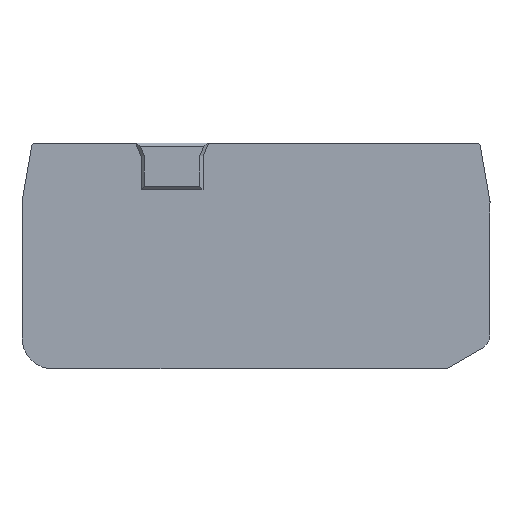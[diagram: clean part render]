
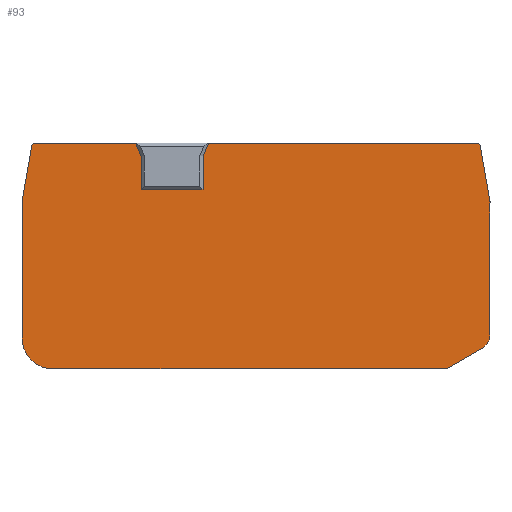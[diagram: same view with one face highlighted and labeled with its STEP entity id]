
A CAD part, front view. The second image highlights one B-rep face of the part: STEP entity #93.
In plain terms, the highlighted planar face has unit normal (0, -1, 0).
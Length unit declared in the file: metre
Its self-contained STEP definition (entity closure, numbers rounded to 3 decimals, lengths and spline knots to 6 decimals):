
#93 = ADVANCED_FACE( '', ( #161 ), #162, .T. );
#161 = FACE_OUTER_BOUND( '', #259, .T. );
#162 = PLANE( '', #260 );
#259 = EDGE_LOOP( '', ( #475, #476, #477, #478, #479, #480, #481, #482, #483, #484, #485, #486, #487, #488, #489, #490, #491, #492, #493, #494 ) );
#260 = AXIS2_PLACEMENT_3D( '', #495, #496, #497 );
#475 = ORIENTED_EDGE( '', *, *, #692, .T. );
#476 = ORIENTED_EDGE( '', *, *, #739, .T. );
#477 = ORIENTED_EDGE( '', *, *, #737, .T. );
#478 = ORIENTED_EDGE( '', *, *, #746, .T. );
#479 = ORIENTED_EDGE( '', *, *, #747, .T. );
#480 = ORIENTED_EDGE( '', *, *, #745, .T. );
#481 = ORIENTED_EDGE( '', *, *, #688, .T. );
#482 = ORIENTED_EDGE( '', *, *, #716, .T. );
#483 = ORIENTED_EDGE( '', *, *, #748, .T. );
#484 = ORIENTED_EDGE( '', *, *, #749, .T. );
#485 = ORIENTED_EDGE( '', *, *, #750, .T. );
#486 = ORIENTED_EDGE( '', *, *, #751, .T. );
#487 = ORIENTED_EDGE( '', *, *, #752, .T. );
#488 = ORIENTED_EDGE( '', *, *, #753, .T. );
#489 = ORIENTED_EDGE( '', *, *, #754, .T. );
#490 = ORIENTED_EDGE( '', *, *, #755, .T. );
#491 = ORIENTED_EDGE( '', *, *, #756, .T. );
#492 = ORIENTED_EDGE( '', *, *, #757, .T. );
#493 = ORIENTED_EDGE( '', *, *, #758, .T. );
#494 = ORIENTED_EDGE( '', *, *, #759, .T. );
#495 = CARTESIAN_POINT( '', ( 0.034354, -0.0022, 0.0187 ) );
#496 = DIRECTION( '', ( 0., -1., 0. ) );
#497 = DIRECTION( '', ( 0., 0., -1. ) );
#688 = EDGE_CURVE( '', #812, #810, #813, .T. );
#692 = EDGE_CURVE( '', #820, #818, #821, .T. );
#716 = EDGE_CURVE( '', #810, #863, #865, .T. );
#737 = EDGE_CURVE( '', #894, #896, #898, .T. );
#739 = EDGE_CURVE( '', #818, #894, #900, .T. );
#745 = EDGE_CURVE( '', #906, #812, #908, .T. );
#746 = EDGE_CURVE( '', #896, #909, #910, .T. );
#747 = EDGE_CURVE( '', #909, #906, #911, .T. );
#748 = EDGE_CURVE( '', #863, #912, #913, .T. );
#749 = EDGE_CURVE( '', #912, #914, #915, .T. );
#750 = EDGE_CURVE( '', #914, #916, #917, .T. );
#751 = EDGE_CURVE( '', #916, #918, #919, .T. );
#752 = EDGE_CURVE( '', #918, #920, #921, .T. );
#753 = EDGE_CURVE( '', #920, #922, #923, .T. );
#754 = EDGE_CURVE( '', #922, #924, #925, .T. );
#755 = EDGE_CURVE( '', #924, #926, #927, .T. );
#756 = EDGE_CURVE( '', #926, #928, #929, .T. );
#757 = EDGE_CURVE( '', #928, #930, #931, .T. );
#758 = EDGE_CURVE( '', #930, #932, #933, .T. );
#759 = EDGE_CURVE( '', #932, #820, #934, .T. );
#810 = VERTEX_POINT( '', #1003 );
#812 = VERTEX_POINT( '', #1006 );
#813 = LINE( '', #1007, #1008 );
#818 = VERTEX_POINT( '', #1015 );
#820 = VERTEX_POINT( '', #1018 );
#821 = LINE( '', #1019, #1020 );
#863 = VERTEX_POINT( '', #1074 );
#865 = CIRCLE( '', #1077, 0.0005 );
#894 = VERTEX_POINT( '', #1124 );
#896 = VERTEX_POINT( '', #1127 );
#898 = LINE( '', #1130, #1131 );
#900 = LINE( '', #1134, #1135 );
#906 = VERTEX_POINT( '', #1145 );
#908 = LINE( '', #1148, #1149 );
#909 = VERTEX_POINT( '', #1150 );
#910 = LINE( '', #1151, #1152 );
#911 = LINE( '', #1153, #1154 );
#912 = VERTEX_POINT( '', #1155 );
#913 = LINE( '', #1156, #1157 );
#914 = VERTEX_POINT( '', #1158 );
#915 = CIRCLE( '', #1159, 0.001 );
#916 = VERTEX_POINT( '', #1160 );
#917 = LINE( '', #1161, #1162 );
#918 = VERTEX_POINT( '', #1163 );
#919 = CIRCLE( '', #1164, 0.004 );
#920 = VERTEX_POINT( '', #1165 );
#921 = LINE( '', #1166, #1167 );
#922 = VERTEX_POINT( '', #1168 );
#923 = CIRCLE( '', #1169, 0.001 );
#924 = VERTEX_POINT( '', #1170 );
#925 = LINE( '', #1171, #1172 );
#926 = VERTEX_POINT( '', #1173 );
#927 = CIRCLE( '', #1174, 0.002 );
#928 = VERTEX_POINT( '', #1175 );
#929 = LINE( '', #1176, #1177 );
#930 = VERTEX_POINT( '', #1178 );
#931 = CIRCLE( '', #1179, 0.001 );
#932 = VERTEX_POINT( '', #1180 );
#933 = LINE( '', #1181, #1182 );
#934 = CIRCLE( '', #1183, 0.0005 );
#1003 = CARTESIAN_POINT( '', ( -0.022654, -0.0022, 0.0192 ) );
#1006 = CARTESIAN_POINT( '', ( -0.009704, -0.0022, 0.0192 ) );
#1007 = CARTESIAN_POINT( '', ( 0.034354, -0.0022, 0.0192 ) );
#1008 = VECTOR( '', #1240, 1. );
#1015 = CARTESIAN_POINT( '', ( -0.000296, -0.0022, 0.0192 ) );
#1018 = CARTESIAN_POINT( '', ( 0.034354, -0.0022, 0.0192 ) );
#1019 = CARTESIAN_POINT( '', ( 0.034354, -0.0022, 0.0192 ) );
#1020 = VECTOR( '', #1244, 1. );
#1074 = CARTESIAN_POINT( '', ( -0.023146, -0.0022, 0.018787 ) );
#1077 = AXIS2_PLACEMENT_3D( '', #1288, #1289, #1290 );
#1124 = CARTESIAN_POINT( '', ( -0.001, -0.0022, 0.0175 ) );
#1127 = CARTESIAN_POINT( '', ( -0.001, -0.0022, 0.0132 ) );
#1130 = CARTESIAN_POINT( '', ( -0.001, -0.0022, 0.0187 ) );
#1131 = VECTOR( '', #1311, 1. );
#1134 = CARTESIAN_POINT( '', ( 0.004602, -0.0022, 0.031024 ) );
#1135 = VECTOR( '', #1313, 1. );
#1145 = CARTESIAN_POINT( '', ( -0.009, -0.0022, 0.0175 ) );
#1148 = CARTESIAN_POINT( '', ( -0.003075, -0.0022, 0.003196 ) );
#1149 = VECTOR( '', #1319, 1. );
#1150 = CARTESIAN_POINT( '', ( -0.009, -0.0022, 0.0132 ) );
#1151 = CARTESIAN_POINT( '', ( 0.034354, -0.0022, 0.0132 ) );
#1152 = VECTOR( '', #1320, 1. );
#1153 = CARTESIAN_POINT( '', ( -0.009, -0.0022, 0.0187 ) );
#1154 = VECTOR( '', #1321, 1. );
#1155 = CARTESIAN_POINT( '', ( -0.024385, -0.0022, 0.011762 ) );
#1156 = CARTESIAN_POINT( '', ( -0.023146, -0.0022, 0.018787 ) );
#1157 = VECTOR( '', #1322, 1. );
#1158 = CARTESIAN_POINT( '', ( -0.0244, -0.0022, 0.011588 ) );
#1159 = AXIS2_PLACEMENT_3D( '', #1323, #1324, #1325 );
#1160 = CARTESIAN_POINT( '', ( -0.0244, -0.0022, -0.006 ) );
#1161 = CARTESIAN_POINT( '', ( -0.0244, -0.0022, 0.011588 ) );
#1162 = VECTOR( '', #1326, 1. );
#1163 = CARTESIAN_POINT( '', ( -0.0204, -0.0022, -0.01 ) );
#1164 = AXIS2_PLACEMENT_3D( '', #1327, #1328, #1329 );
#1165 = CARTESIAN_POINT( '', ( 0.030173, -0.0022, -0.01 ) );
#1166 = CARTESIAN_POINT( '', ( -0.0204, -0.0022, -0.01 ) );
#1167 = VECTOR( '', #1330, 1. );
#1168 = CARTESIAN_POINT( '', ( 0.030675, -0.0022, -0.009865 ) );
#1169 = AXIS2_PLACEMENT_3D( '', #1331, #1332, #1333 );
#1170 = CARTESIAN_POINT( '', ( 0.035103, -0.0022, -0.007299 ) );
#1171 = CARTESIAN_POINT( '', ( 0.035103, -0.0022, -0.007299 ) );
#1172 = VECTOR( '', #1334, 1. );
#1173 = CARTESIAN_POINT( '', ( 0.0361, -0.0022, -0.005569 ) );
#1174 = AXIS2_PLACEMENT_3D( '', #1335, #1336, #1337 );
#1175 = CARTESIAN_POINT( '', ( 0.0361, -0.0022, 0.011588 ) );
#1176 = CARTESIAN_POINT( '', ( 0.0361, -0.0022, -0.005569 ) );
#1177 = VECTOR( '', #1338, 1. );
#1178 = CARTESIAN_POINT( '', ( 0.036085, -0.0022, 0.011762 ) );
#1179 = AXIS2_PLACEMENT_3D( '', #1339, #1340, #1341 );
#1180 = CARTESIAN_POINT( '', ( 0.034846, -0.0022, 0.018787 ) );
#1181 = CARTESIAN_POINT( '', ( 0.036085, -0.0022, 0.011762 ) );
#1182 = VECTOR( '', #1342, 1. );
#1183 = AXIS2_PLACEMENT_3D( '', #1343, #1344, #1345 );
#1240 = DIRECTION( '', ( -1., 0., 0. ) );
#1244 = DIRECTION( '', ( -1., 0., 0. ) );
#1288 = CARTESIAN_POINT( '', ( -0.022654, -0.0022, 0.0187 ) );
#1289 = DIRECTION( '', ( 0., -1., 0. ) );
#1290 = DIRECTION( '', ( 1., 0., 0. ) );
#1311 = DIRECTION( '', ( 0., 0., -1. ) );
#1313 = DIRECTION( '', ( -0.383, 0., -0.924 ) );
#1319 = DIRECTION( '', ( -0.383, 0., 0.924 ) );
#1320 = DIRECTION( '', ( -1., 0., 0. ) );
#1321 = DIRECTION( '', ( 0., 0., 1. ) );
#1322 = DIRECTION( '', ( -0.174, 0., -0.985 ) );
#1323 = CARTESIAN_POINT( '', ( -0.0234, -0.0022, 0.011588 ) );
#1324 = DIRECTION( '', ( 0., -1., 0. ) );
#1325 = DIRECTION( '', ( 1., 0., 0. ) );
#1326 = DIRECTION( '', ( 0., 0., -1. ) );
#1327 = CARTESIAN_POINT( '', ( -0.0204, -0.0022, -0.006 ) );
#1328 = DIRECTION( '', ( 0., -1., 0. ) );
#1329 = DIRECTION( '', ( 1., 0., 0. ) );
#1330 = DIRECTION( '', ( 1., 0., 0. ) );
#1331 = CARTESIAN_POINT( '', ( 0.030173, -0.0022, -0.009 ) );
#1332 = DIRECTION( '', ( 0., -1., 0. ) );
#1333 = DIRECTION( '', ( 1., 0., 0. ) );
#1334 = DIRECTION( '', ( 0.865, 0., 0.501 ) );
#1335 = CARTESIAN_POINT( '', ( 0.0341, -0.0022, -0.005569 ) );
#1336 = DIRECTION( '', ( 0., -1., 0. ) );
#1337 = DIRECTION( '', ( -1., 0., 0. ) );
#1338 = DIRECTION( '', ( 0., 0., 1. ) );
#1339 = CARTESIAN_POINT( '', ( 0.0351, -0.0022, 0.011588 ) );
#1340 = DIRECTION( '', ( 0., -1., 0. ) );
#1341 = DIRECTION( '', ( -1., 0., 0. ) );
#1342 = DIRECTION( '', ( -0.174, 0., 0.985 ) );
#1343 = CARTESIAN_POINT( '', ( 0.034354, -0.0022, 0.0187 ) );
#1344 = DIRECTION( '', ( 0., -1., 0. ) );
#1345 = DIRECTION( '', ( 1., 0., 0. ) );
